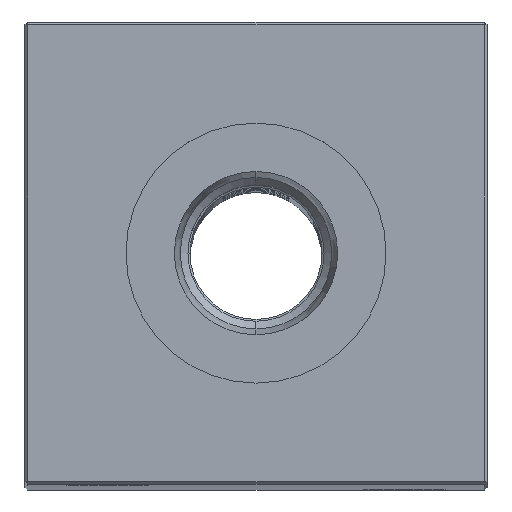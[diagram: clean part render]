
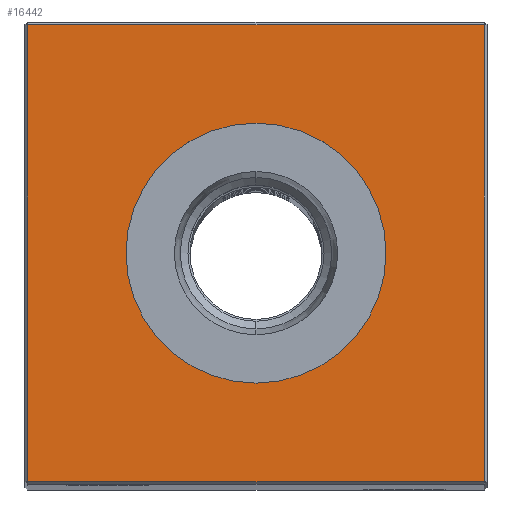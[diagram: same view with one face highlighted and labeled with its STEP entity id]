
A CAD part, top view. The second image highlights one B-rep face of the part: STEP entity #16442.
In plain terms, the highlighted planar face has unit normal (0, 0, 1).
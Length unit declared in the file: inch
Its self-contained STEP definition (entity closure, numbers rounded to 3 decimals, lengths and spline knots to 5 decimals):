
#591 = CARTESIAN_POINT ( 'NONE',  ( -0.865, -0.865, 12.5 ) ) ;
#978 = EDGE_LOOP ( 'NONE', ( #17511, #9576 ) ) ;
#1180 = AXIS2_PLACEMENT_3D ( 'NONE', #10033, #1376, #16767 ) ;
#1376 = DIRECTION ( 'NONE',  ( 0., 0., -1. ) ) ;
#1453 = VECTOR ( 'NONE', #28949, 39.37008 ) ;
#1519 = LINE ( 'NONE', #10613, #25730 ) ;
#1768 = LINE ( 'NONE', #15051, #20906 ) ;
#1806 = AXIS2_PLACEMENT_3D ( 'NONE', #19871, #14802, #17628 ) ;
#2814 = CARTESIAN_POINT ( 'NONE',  ( 0.865, -0.865, 12.5 ) ) ;
#2900 = VERTEX_POINT ( 'NONE', #13268 ) ;
#3244 = CARTESIAN_POINT ( 'NONE',  ( -0.865, 0., 12.5 ) ) ;
#3639 = CIRCLE ( 'NONE', #16007, 0.49213 ) ;
#3911 = PLANE ( 'NONE',  #1806 ) ;
#4771 = EDGE_CURVE ( 'NONE', #16622, #25142, #1519, .T. ) ;
#5715 = FACE_OUTER_BOUND ( 'NONE', #11459, .T. ) ;
#5754 = EDGE_CURVE ( 'NONE', #2900, #22457, #16403, .T. ) ;
#5829 = DIRECTION ( 'NONE',  ( 0., 1., 0. ) ) ;
#6148 = DIRECTION ( 'NONE',  ( 1., 0., 0. ) ) ;
#8786 = EDGE_CURVE ( 'NONE', #23529, #18506, #12952, .T. ) ;
#9576 = ORIENTED_EDGE ( 'NONE', *, *, #21728, .T. ) ;
#10033 = CARTESIAN_POINT ( 'NONE',  ( 0., 0., 12.5 ) ) ;
#10613 = CARTESIAN_POINT ( 'NONE',  ( 0., -0.865, 12.5 ) ) ;
#11459 = EDGE_LOOP ( 'NONE', ( #26823, #28990, #26674, #27643 ) ) ;
#12952 = LINE ( 'NONE', #13088, #1453 ) ;
#13088 = CARTESIAN_POINT ( 'NONE',  ( 0., 0.865, 12.5 ) ) ;
#13268 = CARTESIAN_POINT ( 'NONE',  ( 0., 0.49213, 12.5 ) ) ;
#14802 = DIRECTION ( 'NONE',  ( 0., 0., -1. ) ) ;
#14972 = CARTESIAN_POINT ( 'NONE',  ( 0., 0., 12.5 ) ) ;
#15051 = CARTESIAN_POINT ( 'NONE',  ( 0.865, 0., 12.5 ) ) ;
#15187 = VECTOR ( 'NONE', #28644, 39.37008 ) ;
#15239 = FACE_BOUND ( 'NONE', #978, .T. ) ;
#16007 = AXIS2_PLACEMENT_3D ( 'NONE', #14972, #17072, #21870 ) ;
#16403 = CIRCLE ( 'NONE', #1180, 0.49213 ) ;
#16442 = ADVANCED_FACE ( 'NONE', ( #5715, #15239 ), #3911, .F. ) ;
#16622 = VERTEX_POINT ( 'NONE', #591 ) ;
#16767 = DIRECTION ( 'NONE',  ( -1., 0., 0. ) ) ;
#17072 = DIRECTION ( 'NONE',  ( 0., 0., -1. ) ) ;
#17511 = ORIENTED_EDGE ( 'NONE', *, *, #5754, .T. ) ;
#17628 = DIRECTION ( 'NONE',  ( -1., 0., 0. ) ) ;
#18345 = EDGE_CURVE ( 'NONE', #18506, #16622, #23718, .T. ) ;
#18506 = VERTEX_POINT ( 'NONE', #22357 ) ;
#19764 = CARTESIAN_POINT ( 'NONE',  ( 0., -0.49213, 12.5 ) ) ;
#19871 = CARTESIAN_POINT ( 'NONE',  ( 0., 0., 12.5 ) ) ;
#20906 = VECTOR ( 'NONE', #5829, 39.37008 ) ;
#21728 = EDGE_CURVE ( 'NONE', #22457, #2900, #3639, .T. ) ;
#21870 = DIRECTION ( 'NONE',  ( -1., 0., 0. ) ) ;
#22357 = CARTESIAN_POINT ( 'NONE',  ( -0.865, 0.865, 12.5 ) ) ;
#22457 = VERTEX_POINT ( 'NONE', #19764 ) ;
#23130 = CARTESIAN_POINT ( 'NONE',  ( 0.865, 0.865, 12.5 ) ) ;
#23529 = VERTEX_POINT ( 'NONE', #23130 ) ;
#23718 = LINE ( 'NONE', #3244, #15187 ) ;
#25142 = VERTEX_POINT ( 'NONE', #2814 ) ;
#25730 = VECTOR ( 'NONE', #6148, 39.37008 ) ;
#25786 = EDGE_CURVE ( 'NONE', #25142, #23529, #1768, .T. ) ;
#26674 = ORIENTED_EDGE ( 'NONE', *, *, #25786, .T. ) ;
#26823 = ORIENTED_EDGE ( 'NONE', *, *, #18345, .T. ) ;
#27643 = ORIENTED_EDGE ( 'NONE', *, *, #8786, .T. ) ;
#28644 = DIRECTION ( 'NONE',  ( 0., -1., 0. ) ) ;
#28949 = DIRECTION ( 'NONE',  ( -1., 0., 0. ) ) ;
#28990 = ORIENTED_EDGE ( 'NONE', *, *, #4771, .T. ) ;
